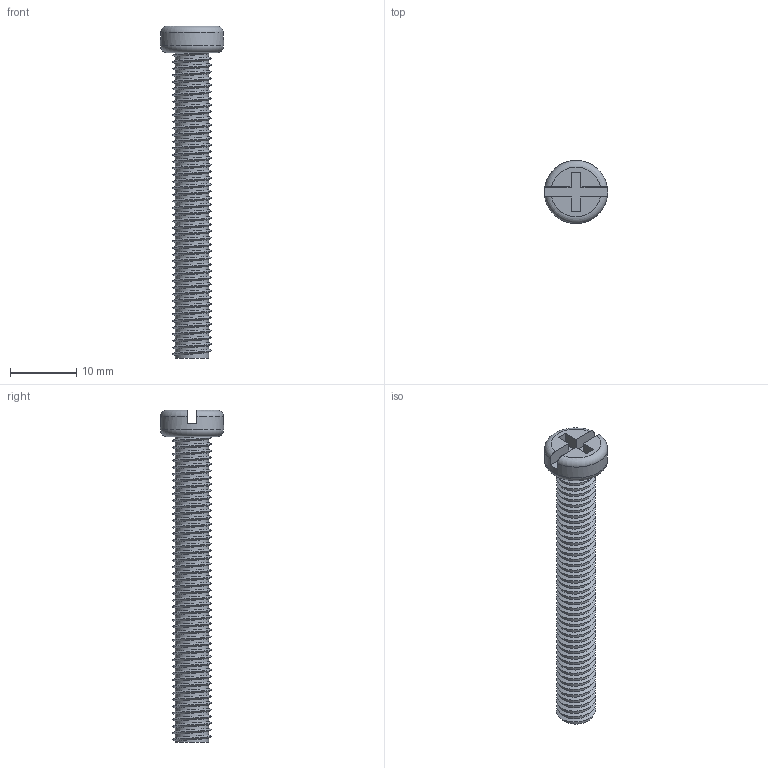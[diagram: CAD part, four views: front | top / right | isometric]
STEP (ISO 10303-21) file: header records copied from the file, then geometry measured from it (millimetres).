
FILE_DESCRIPTION(('FreeCAD Model'),'2;1');
FILE_NAME('Bolt 6M-1.0 x 50mm.stp', '2015-03-31T01:15:48',('Author'),(''), 'Open CASCADE STEP processor 6.7','FreeCAD','Unknown');
FILE_SCHEMA(('AUTOMOTIVE_DESIGN_CC2 { 1 2 10303 214 -1 1 5 4 }'));
Products named in the file (1): Bolt_6M-1.0_x_50mm
Bounding box: 9.5 x 9.5 x 50 mm (x, y, z)
Volume: 1222.1 mm3; surface area: 1445.9 mm2
Topology: 1 solids, 1 shells, 158 faces, 419 edges, 264 vertices
Faces by surface type: bspline 92, cylinder 47, plane 16, torus 3
Full cylindrical faces by diameter (mm): 5 x45, 9.5 x1
Entity records: 50060 total; most frequent: CARTESIAN_POINT 43535, B_SPLINE_CURVE_WITH_KNOTS 855, ORIENTED_EDGE 838, PCURVE 838, DEFINITIONAL_REPRESENTATION 838, DIRECTION 540, EDGE_CURVE 419, SURFACE_CURVE 416
